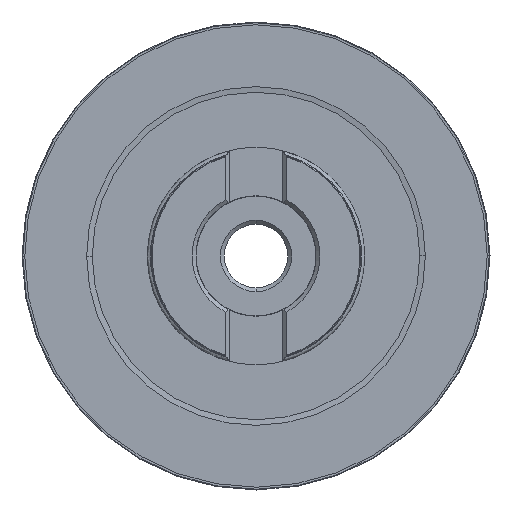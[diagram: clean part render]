
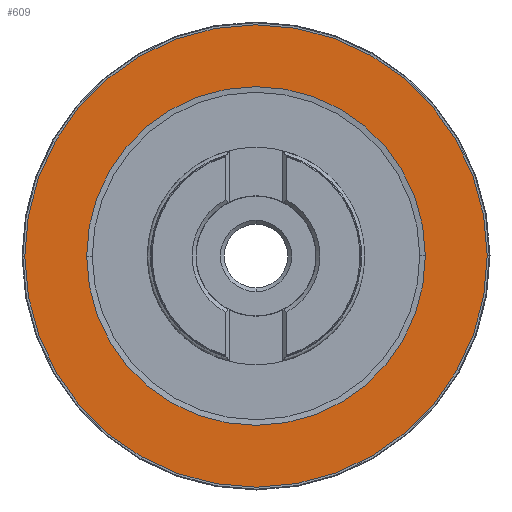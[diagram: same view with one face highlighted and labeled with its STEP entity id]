
A CAD part, left-side view. The second image highlights one B-rep face of the part: STEP entity #609.
In plain terms, the highlighted planar face has unit normal (-1, 0, 0).
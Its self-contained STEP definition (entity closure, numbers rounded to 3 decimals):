
#72 = ORIENTED_EDGE ( 'NONE', *, *, #5930, .F. ) ;
#248 = ORIENTED_EDGE ( 'NONE', *, *, #1779, .T. ) ;
#594 = AXIS2_PLACEMENT_3D ( 'NONE', #5039, #3518, #1921 ) ;
#609 = ADVANCED_FACE ( 'NONE', ( #2306, #4338 ), #2351, .T. ) ;
#657 = VERTEX_POINT ( 'NONE', #1330 ) ;
#713 = ORIENTED_EDGE ( 'NONE', *, *, #1590, .T. ) ;
#1271 = AXIS2_PLACEMENT_3D ( 'NONE', #4524, #6005, #1855 ) ;
#1295 = AXIS2_PLACEMENT_3D ( 'NONE', #2638, #5232, #1654 ) ;
#1330 = CARTESIAN_POINT ( 'NONE',  ( -1.934, -61.75, 0. ) ) ;
#1429 = VERTEX_POINT ( 'NONE', #4349 ) ;
#1590 = EDGE_CURVE ( 'NONE', #3475, #1429, #3017, .T. ) ;
#1654 = DIRECTION ( 'NONE',  ( 0., 1., 0. ) ) ;
#1779 = EDGE_CURVE ( 'NONE', #1429, #3475, #4567, .T. ) ;
#1855 = DIRECTION ( 'NONE',  ( 0., -1., 0. ) ) ;
#1921 = DIRECTION ( 'NONE',  ( 0., 1., 0. ) ) ;
#2006 = CARTESIAN_POINT ( 'NONE',  ( -1.934, -45.237, 0. ) ) ;
#2306 = FACE_BOUND ( 'NONE', #3108, .T. ) ;
#2351 = PLANE ( 'NONE',  #1271 ) ;
#2402 = AXIS2_PLACEMENT_3D ( 'NONE', #5856, #5369, #4354 ) ;
#2638 = CARTESIAN_POINT ( 'NONE',  ( -1.934, 0., 0. ) ) ;
#3017 = CIRCLE ( 'NONE', #594, 45.237 ) ;
#3108 = EDGE_LOOP ( 'NONE', ( #713, #248 ) ) ;
#3198 = EDGE_CURVE ( 'NONE', #657, #4538, #5076, .T. ) ;
#3255 = CIRCLE ( 'NONE', #5269, 61.75 ) ;
#3475 = VERTEX_POINT ( 'NONE', #2006 ) ;
#3518 = DIRECTION ( 'NONE',  ( 1., 0., 0. ) ) ;
#4024 = EDGE_LOOP ( 'NONE', ( #4034, #72 ) ) ;
#4034 = ORIENTED_EDGE ( 'NONE', *, *, #3198, .F. ) ;
#4234 = CARTESIAN_POINT ( 'NONE',  ( -1.934, 61.75, 0. ) ) ;
#4338 = FACE_OUTER_BOUND ( 'NONE', #4024, .T. ) ;
#4349 = CARTESIAN_POINT ( 'NONE',  ( -1.934, 45.237, 0. ) ) ;
#4354 = DIRECTION ( 'NONE',  ( 0., 1., 0. ) ) ;
#4524 = CARTESIAN_POINT ( 'NONE',  ( -1.934, 61.75, 0. ) ) ;
#4538 = VERTEX_POINT ( 'NONE', #4234 ) ;
#4567 = CIRCLE ( 'NONE', #1295, 45.237 ) ;
#4581 = DIRECTION ( 'NONE',  ( 1., 0., 0. ) ) ;
#5039 = CARTESIAN_POINT ( 'NONE',  ( -1.934, 0., 0. ) ) ;
#5076 = CIRCLE ( 'NONE', #2402, 61.75 ) ;
#5126 = CARTESIAN_POINT ( 'NONE',  ( -1.934, 0., 0. ) ) ;
#5232 = DIRECTION ( 'NONE',  ( 1., 0., 0. ) ) ;
#5269 = AXIS2_PLACEMENT_3D ( 'NONE', #5126, #4581, #6119 ) ;
#5369 = DIRECTION ( 'NONE',  ( 1., 0., 0. ) ) ;
#5856 = CARTESIAN_POINT ( 'NONE',  ( -1.934, 0., 0. ) ) ;
#5930 = EDGE_CURVE ( 'NONE', #4538, #657, #3255, .T. ) ;
#6005 = DIRECTION ( 'NONE',  ( -1., 0., 0. ) ) ;
#6119 = DIRECTION ( 'NONE',  ( 0., 1., 0. ) ) ;
